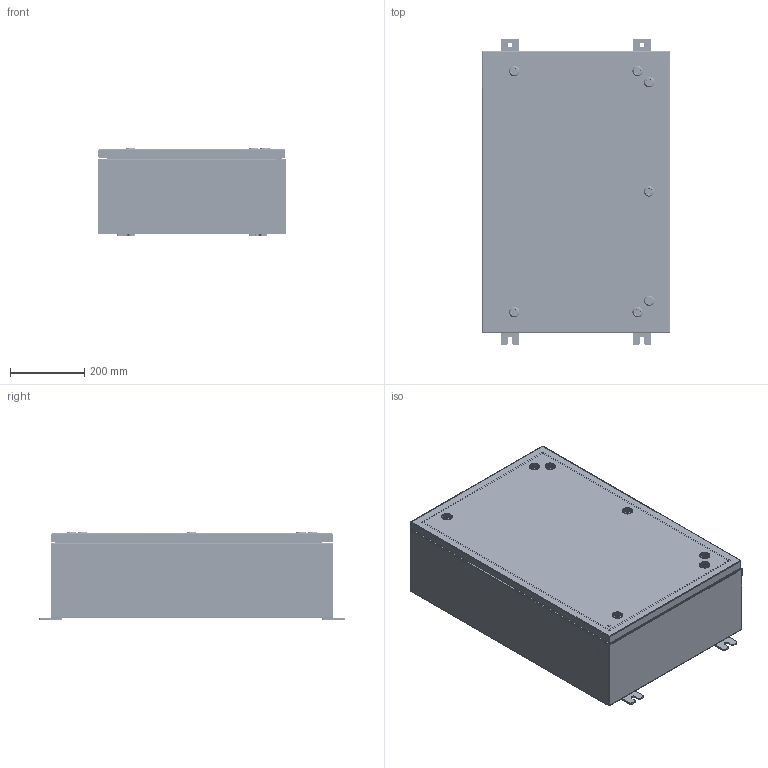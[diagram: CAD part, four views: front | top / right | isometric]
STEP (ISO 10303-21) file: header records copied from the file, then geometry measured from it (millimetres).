
FILE_DESCRIPTION (( 'STEP AP203' ), '1' );
FILE_NAME ('CHDSS302008WP.STEP', '2014-02-18T19:55:40', ( 'changeme' ), ( 'Microsoft' ), 'SwSTEP 2.0', 'SolidWorks 2013', '' );
FILE_SCHEMA (( 'CONFIG_CONTROL_DESIGN' ));
Length unit declared in the file: inch
Products named in the file (18): Nut-211301-IB-Industrilas_Nut-211301-IB-Industrilas; Quarter-20 CD Stud; Washer-221320-IB-Industrilas_Washer-221320-IB-Industrilas; CHDSS302008WP Cover; Screw-221320-IB-Industrilas_Screw-221320-IB-Industrilas; CHDSS302008WP Body; Insert-221320-IB-Industrilas_Insert-221320-IB-Industrilas; CHDSS302008WP Bottom; HW-CLH-E5-8004_Cam-232112-U-Industrilas; CHDSS302008WP Top; HW-CLH-R001-0500_2412-026240-2445-Industrilas; Concealed Hinge (Cover Side); CHDSS302008WP Backpanel; CHDSS302008WP; Concealed Hinge enclosure side; CHDSS302008WP Mounting Studs; Housing-211301-IB-Industrilas_Housing-211301-IB-Industrilas; CHDSS302008WP Mounting Feet
Assembly tree (31 placements, depth 3):
  CHDSS302008WP
    CHDSS302008WP Backpanel
    CHDSS302008WP Mounting Studs  x4
    CHDSS302008WP Mounting Feet  x4
    Quarter-20 CD Stud  x2
    CHDSS302008WP Cover
    CHDSS302008WP Body
    CHDSS302008WP Bottom
    CHDSS302008WP Top
    Concealed Hinge (Cover Side)
    Concealed Hinge enclosure side  x2
    HW-CLH-R001-0500_2412-026240-2445-Industrilas  x7
      Housing-211301-IB-Industrilas_Housing-211301-IB-Industrilas
      Nut-211301-IB-Industrilas_Nut-211301-IB-Industrilas
      Washer-221320-IB-Industrilas_Washer-221320-IB-Industrilas
      Screw-221320-IB-Industrilas_Screw-221320-IB-Industrilas
      Insert-221320-IB-Industrilas_Insert-221320-IB-Industrilas
      HW-CLH-E5-8004_Cam-232112-U-Industrilas
Bounding box: 508 x 825.5 x 237.64 mm (x, y, z)
Volume: 3782312.2 mm3; surface area: 3702630.8 mm2
Topology: 60 solids, 60 shells, 6230 faces, 15765 edges, 9669 vertices
Faces by surface type: cylinder 1940, plane 1808, bspline 1471, cone 838, torus 124, sphere 49
Entity records: 63806 total; most frequent: CARTESIAN_POINT 35074, ORIENTED_EDGE 5978, DIRECTION 4941, EDGE_CURVE 2989, AXIS2_PLACEMENT_3D 1830, VERTEX_POINT 1815, VECTOR 1281, LINE 1281
